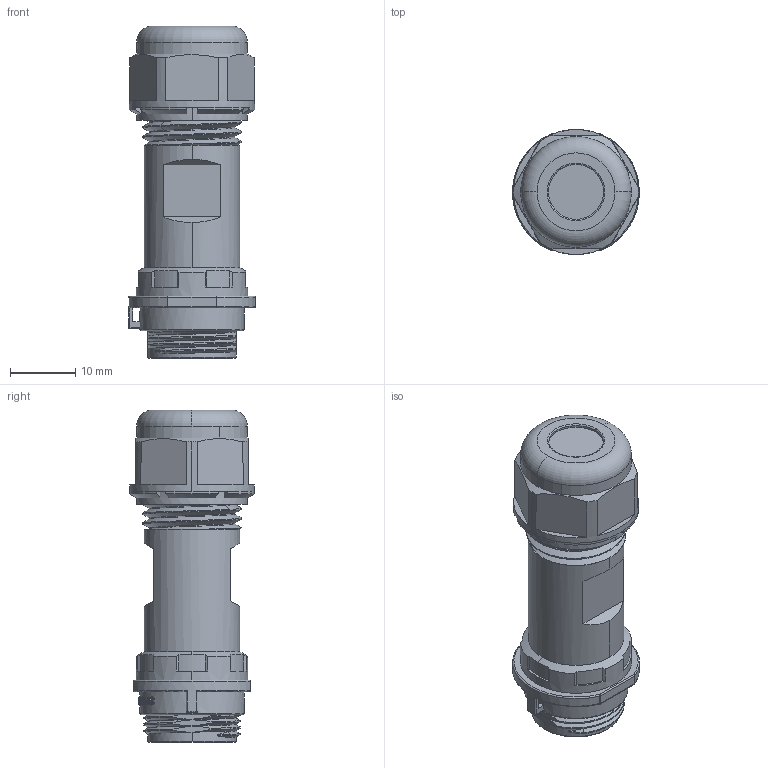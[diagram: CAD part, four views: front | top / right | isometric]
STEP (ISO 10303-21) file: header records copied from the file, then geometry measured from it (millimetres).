
FILE_DESCRIPTION((''),'2;1');
FILE_NAME('PRT0001','2022-08-18T',('Administrator'),(''),'CREO PARAMETRIC BY PTC INC, 2016130','CREO PARAMETRIC BY PTC INC, 2016130','');
FILE_SCHEMA(('AUTOMOTIVE_DESIGN { 1 0 10303 214 1 1 1 1 }'));
Length unit declared in the file: millimetre
Products named in the file (1): PRT0001
Bounding box: 19.5 x 19.21 x 51 mm (x, y, z)
Volume: 9486 mm3; surface area: 4153.1 mm2
Topology: 1 solids, 1 shells, 452 faces, 1238 edges, 798 vertices
Faces by surface type: bspline 178, plane 126, cylinder 103, cone 21, torus 14, sphere 10
Entity records: 27954 total; most frequent: CARTESIAN_POINT 18029, ORIENTED_EDGE 2456, DIRECTION 1383, EDGE_CURVE 1228, VERTEX_POINT 798, B_SPLINE_CURVE_WITH_KNOTS 604, AXIS2_PLACEMENT_3D 485, EDGE_LOOP 474
